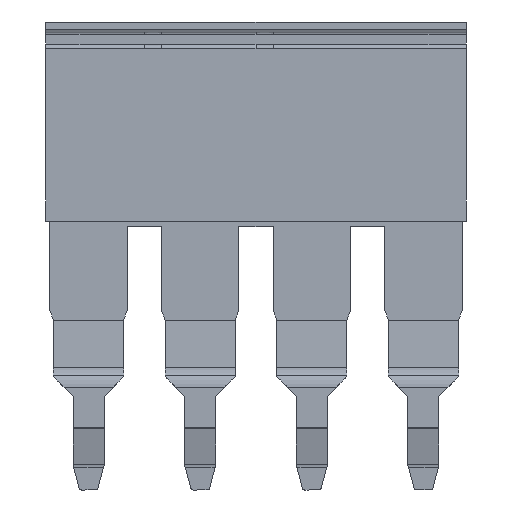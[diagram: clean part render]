
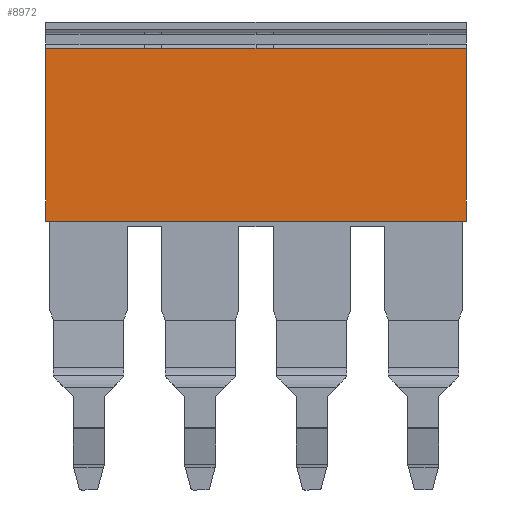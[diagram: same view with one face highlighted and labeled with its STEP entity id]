
A CAD part, front view. The second image highlights one B-rep face of the part: STEP entity #8972.
In plain terms, the highlighted planar face has unit normal (0, -1, 0).
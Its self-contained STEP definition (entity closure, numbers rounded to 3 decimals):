
#8952=AXIS2_PLACEMENT_3D('Plane Axis2P3D',#8949,#8950,#8951) ;
#8781=CARTESIAN_POINT('Vertex',(0.,0.4,32.056)) ;
#8784=CARTESIAN_POINT('Line Origine',(15.25,0.4,32.056)) ;
#8788=CARTESIAN_POINT('Vertex',(30.5,0.4,32.056)) ;
#8823=CARTESIAN_POINT('Vertex',(0.,0.4,19.509)) ;
#8826=CARTESIAN_POINT('Line Origine',(0.,0.4,25.782)) ;
#8949=CARTESIAN_POINT('Axis2P3D Location',(-5.6,0.4,15.659)) ;
#8954=CARTESIAN_POINT('Line Origine',(15.25,0.4,19.509)) ;
#8958=CARTESIAN_POINT('Vertex',(30.5,0.4,19.509)) ;
#8961=CARTESIAN_POINT('Line Origine',(30.5,0.4,25.782)) ;
#8785=DIRECTION('Vector Direction',(-1.,0.,0.)) ;
#8827=DIRECTION('Vector Direction',(0.,0.,-1.)) ;
#8950=DIRECTION('Axis2P3D Direction',(0.,-1.,0.)) ;
#8951=DIRECTION('Axis2P3D XDirection',(0.,0.,1.)) ;
#8955=DIRECTION('Vector Direction',(1.,0.,0.)) ;
#8962=DIRECTION('Vector Direction',(0.,0.,1.)) ;
#8786=VECTOR('Line Direction',#8785,1.) ;
#8828=VECTOR('Line Direction',#8827,1.) ;
#8956=VECTOR('Line Direction',#8955,1.) ;
#8963=VECTOR('Line Direction',#8962,1.) ;
#8967=ORIENTED_EDGE('',*,*,#8960,.T.) ;
#8968=ORIENTED_EDGE('',*,*,#8965,.T.) ;
#8969=ORIENTED_EDGE('',*,*,#8790,.T.) ;
#8970=ORIENTED_EDGE('',*,*,#8830,.T.) ;
#8972=ADVANCED_FACE('ISTE_ZQV6',(#8971),#8953,.T.) ;
#8790=EDGE_CURVE('',#8789,#8782,#8787,.T.) ;
#8830=EDGE_CURVE('',#8782,#8824,#8829,.T.) ;
#8960=EDGE_CURVE('',#8824,#8959,#8957,.T.) ;
#8965=EDGE_CURVE('',#8959,#8789,#8964,.T.) ;
#8966=EDGE_LOOP('',(#8967,#8968,#8969,#8970)) ;
#8971=FACE_OUTER_BOUND('',#8966,.T.) ;
#8787=LINE('Line',#8784,#8786) ;
#8829=LINE('Line',#8826,#8828) ;
#8957=LINE('Line',#8954,#8956) ;
#8964=LINE('Line',#8961,#8963) ;
#8953=PLANE('',#8952) ;
#8782=VERTEX_POINT('',#8781) ;
#8789=VERTEX_POINT('',#8788) ;
#8824=VERTEX_POINT('',#8823) ;
#8959=VERTEX_POINT('',#8958) ;
